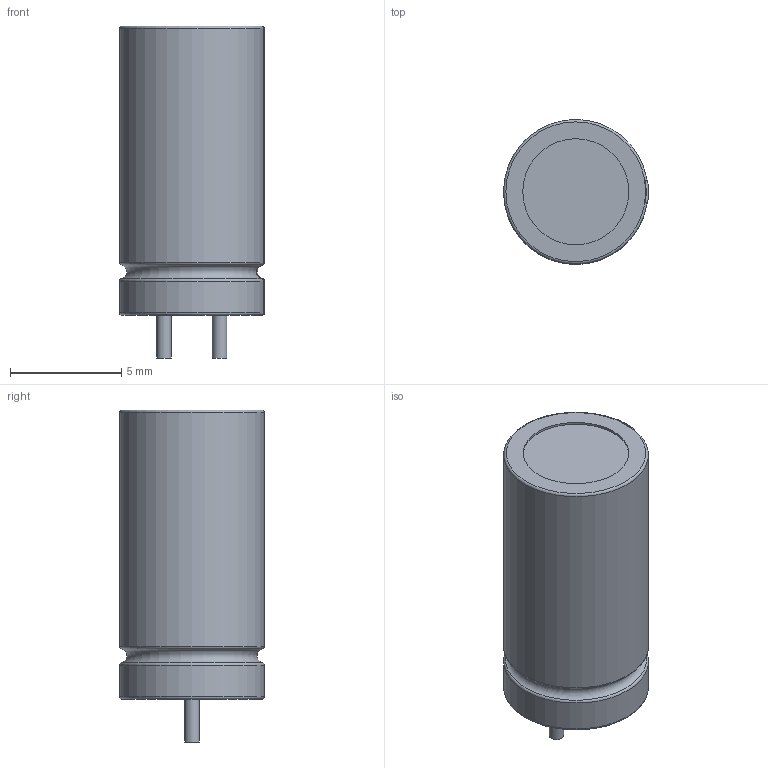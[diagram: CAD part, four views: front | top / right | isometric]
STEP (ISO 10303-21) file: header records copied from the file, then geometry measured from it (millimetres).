
FILE_DESCRIPTION(/* description */ ('','CAx-IF Rec.Pracs.---Representation and Presentation of Product Manufacturing Information (PMI)---4.0---2014-10-13'),/* implementation_level */ '2;1');
FILE_NAME(/* name */ 'Cap_D6.5xL13.step',/* time_stamp */ '2025-01-29T12:55:51+06:00',/* author */ (''),/* organization */ (''),/* preprocessor_version */ 'ST-DEVELOPER v20',/* originating_system */ 'Autodesk Translation Framework v13.20.0.188',/* authorisation */ '');
FILE_SCHEMA (('AP242_MANAGED_MODEL_BASED_3D_ENGINEERING_MIM_LF { 1 0 10303 442 1 1 4 }'));
Length unit declared in the file: millimetre
Products named in the file (2): (Unsaved); Model
Assembly tree (1 placements, depth 2):
  (Unsaved)
    Model
Bounding box: 6.52 x 6.5 x 14.92 mm (x, y, z)
Volume: 427.7 mm3; surface area: 391.1 mm2
Topology: 13 solids, 13 shells, 89 faces, 180 edges, 118 vertices
Faces by surface type: plane 47, cylinder 27, torus 15
Full cylindrical faces by diameter (mm): 0.65 x2, 4.767 x1, 6.5 x2
Entity records: 2435 total; most frequent: DIRECTION 455, CARTESIAN_POINT 390, ORIENTED_EDGE 360, AXIS2_PLACEMENT_3D 183, EDGE_CURVE 180, VERTEX_POINT 118, CIRCLE 91, EDGE_LOOP 90
